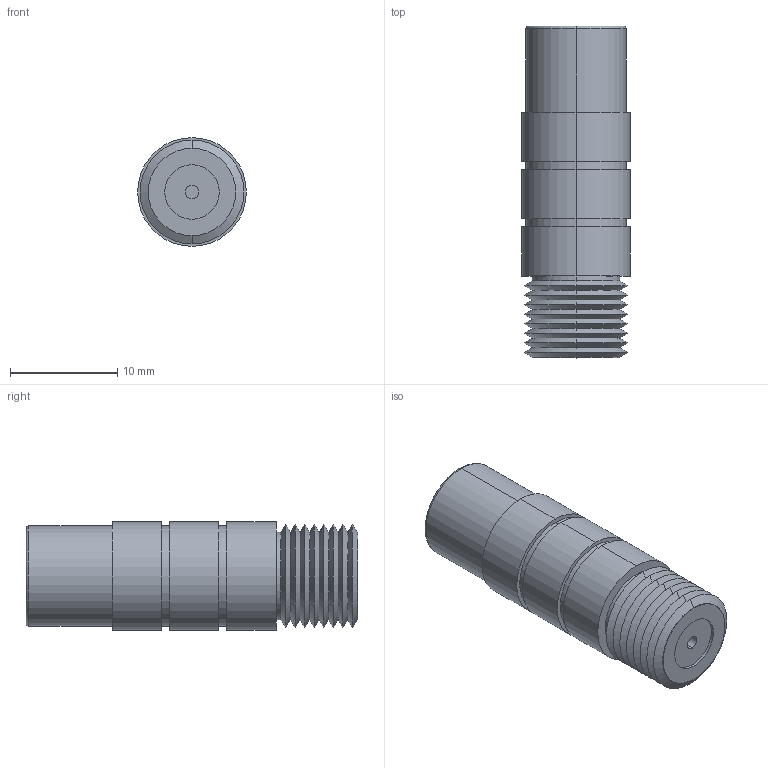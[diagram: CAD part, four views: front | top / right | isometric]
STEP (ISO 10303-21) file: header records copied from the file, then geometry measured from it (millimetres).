
FILE_DESCRIPTION (( 'STEP AP203' ), '1' );
FILE_NAME ('BA887.STEP', '2006-06-30T19:26:27', ( ' ' ), ( ' ' ), 'SwSTEP 2.0', 'SolidWorks 2005354', '' );
FILE_SCHEMA (( 'CONFIG_CONTROL_DESIGN' ));
Length unit declared in the file: inch
Products named in the file (1): BA887
Bounding box: 10.11 x 30.89 x 10.11 mm (x, y, z)
Volume: 2174 mm3; surface area: 1397 mm2
Topology: 1 solids, 1 shells, 84 faces, 166 edges, 94 vertices
Faces by surface type: cylinder 38, cone 32, plane 12, torus 2
Entity records: 2225 total; most frequent: DIRECTION 432, CARTESIAN_POINT 345, ORIENTED_EDGE 332, AXIS2_PLACEMENT_3D 181, EDGE_CURVE 166, CIRCLE 96, EDGE_LOOP 94, VERTEX_POINT 94
